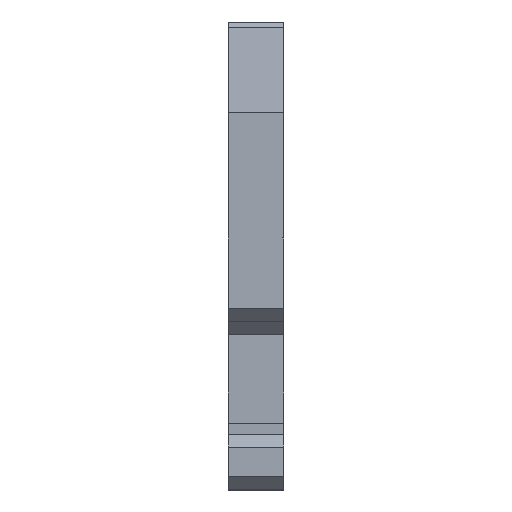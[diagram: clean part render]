
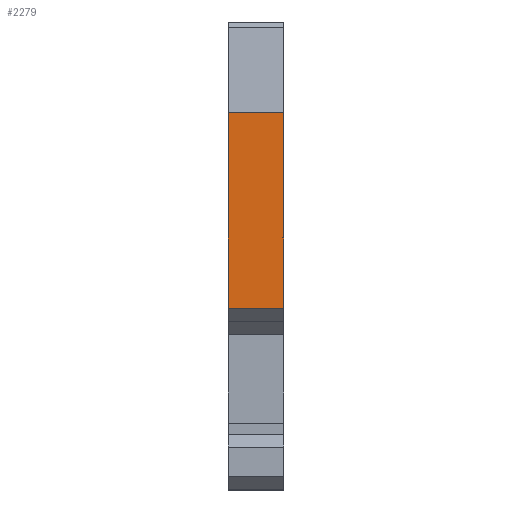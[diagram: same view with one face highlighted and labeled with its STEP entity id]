
A CAD part, left-side view. The second image highlights one B-rep face of the part: STEP entity #2279.
In plain terms, the highlighted free-form (B-spline) face has degree [1, 1] with [2, 2] control points.
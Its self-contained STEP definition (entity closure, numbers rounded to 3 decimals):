
#593=CARTESIAN_POINT('',(-23.45,0.,-0.753));
#594=VERTEX_POINT('',#593);
#600=CARTESIAN_POINT('',(-23.45,0.,-15.55));
#601=VERTEX_POINT('',#600);
#602=CARTESIAN_POINT('',(-23.45,0.,-15.55));
#603=CARTESIAN_POINT('',(-23.45,0.,-0.753));
#604=B_SPLINE_CURVE_WITH_KNOTS('',1,(#602,#603),.POLYLINE_FORM.,.F.,.U.,(2,2),(0.,1.),.UNSPECIFIED.);
#605=EDGE_CURVE('',#601,#594,#604,.T.);
#910=CARTESIAN_POINT('',(-23.45,4.2,-15.55));
#911=VERTEX_POINT('',#910);
#918=CARTESIAN_POINT('',(-23.45,4.2,-0.753));
#919=VERTEX_POINT('',#918);
#920=CARTESIAN_POINT('',(-23.45,4.2,-15.55));
#921=CARTESIAN_POINT('',(-23.45,4.2,-0.753));
#922=B_SPLINE_CURVE_WITH_KNOTS('',1,(#920,#921),.POLYLINE_FORM.,.F.,.U.,(2,2),(0.,1.),.UNSPECIFIED.);
#923=EDGE_CURVE('',#911,#919,#922,.T.);
#2242=CARTESIAN_POINT('',(-23.45,0.,5.687));
#2243=CARTESIAN_POINT('',(-23.45,4.2,5.687));
#2244=CARTESIAN_POINT('',(-23.45,0.,-15.55));
#2245=CARTESIAN_POINT('',(-23.45,4.2,-15.55));
#2246=B_SPLINE_SURFACE_WITH_KNOTS('',1,1,((#2242,#2243),(#2244,#2245)),.PLANE_SURF.,.F.,.F.,.U.,(2,2),(2,2),(-0.5,1.),(0.,1.),.UNSPECIFIED.);
#2247=CARTESIAN_POINT('',(-23.45,0.,-15.55));
#2248=CARTESIAN_POINT('',(-23.45,4.2,-15.55));
#2249=B_SPLINE_CURVE_WITH_KNOTS('',1,(#2247,#2248),.POLYLINE_FORM.,.F.,.U.,(2,2),(0.,1.),.UNSPECIFIED.);
#2250=EDGE_CURVE('',#601,#911,#2249,.T.);
#2251=ORIENTED_EDGE('',*,*,#2250,.T.);
#2252=ORIENTED_EDGE('',*,*,#923,.T.);
#2253=CARTESIAN_POINT('',(-23.45,4.2,-0.753));
#2254=CARTESIAN_POINT('',(-23.45,0.,-0.753));
#2255=B_SPLINE_CURVE_WITH_KNOTS('',1,(#2253,#2254),.POLYLINE_FORM.,.F.,.U.,(2,2),(0.262,0.329),.UNSPECIFIED.);
#2256=EDGE_CURVE('',#919,#594,#2255,.T.);
#2257=ORIENTED_EDGE('',*,*,#2256,.T.);
#2258=ORIENTED_EDGE('',*,*,#605,.F.);
#2259=EDGE_LOOP('',(#2251,#2252,#2257,#2258));
#2260=FACE_OUTER_BOUND('',#2259,.F.);
#2261=CARTESIAN_POINT('',(-23.45,0.066,-10.197));
#2262=VERTEX_POINT('',#2261);
#2263=CARTESIAN_POINT('',(-23.45,0.131,-10.197));
#2264=VERTEX_POINT('',#2263);
#2265=CARTESIAN_POINT('',(-23.45,0.066,-10.197));
#2266=CARTESIAN_POINT('',(-23.45,0.131,-10.197));
#2267=B_SPLINE_CURVE_WITH_KNOTS('',1,(#2265,#2266),.POLYLINE_FORM.,.F.,.U.,(2,2),(0.016,0.031),.UNSPECIFIED.);
#2268=EDGE_CURVE('',#2262,#2264,#2267,.T.);
#2269=ORIENTED_EDGE('',*,*,#2268,.F.);
#2270=CARTESIAN_POINT('',(-23.45,0.066,-10.197));
#2271=CARTESIAN_POINT('',(-23.45,0.082,-10.197));
#2272=CARTESIAN_POINT('',(-23.45,0.115,-10.197));
#2273=CARTESIAN_POINT('',(-23.45,0.131,-10.197));
#2274=B_SPLINE_CURVE_WITH_KNOTS('',2,(#2270,#2271,#2272,#2273),.UNSPECIFIED.,.F.,.U.,(3,1,3),(0.016,0.023,0.031),.UNSPECIFIED.);
#2275=EDGE_CURVE('',#2262,#2264,#2274,.T.);
#2276=ORIENTED_EDGE('',*,*,#2275,.T.);
#2277=EDGE_LOOP('',(#2269,#2276));
#2278=FACE_BOUND('',#2277,.F.);
#2279=ADVANCED_FACE('',(#2260,#2278),#2246,.F.);
